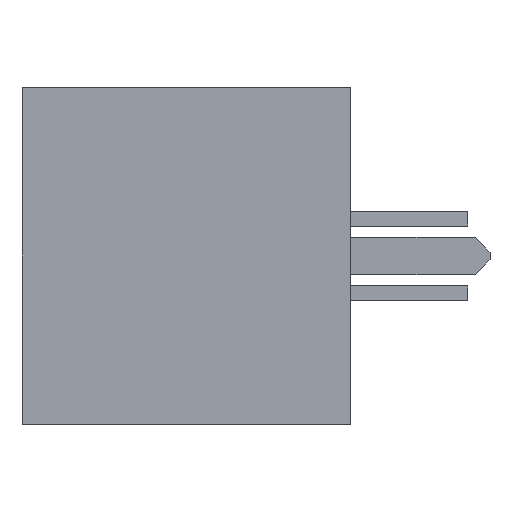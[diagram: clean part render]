
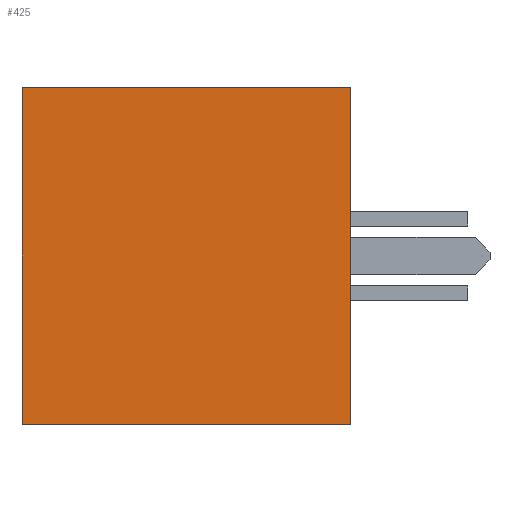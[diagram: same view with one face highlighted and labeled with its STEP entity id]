
A CAD part, left-side view. The second image highlights one B-rep face of the part: STEP entity #425.
In plain terms, the highlighted planar face has unit normal (-1, 0, 0).
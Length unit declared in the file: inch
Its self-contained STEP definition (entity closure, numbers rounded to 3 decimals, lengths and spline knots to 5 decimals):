
#425 = ADVANCED_FACE( '', ( #869 ), #870, .F. );
#869 = FACE_OUTER_BOUND( '', #1355, .T. );
#870 = PLANE( '', #1356 );
#1355 = EDGE_LOOP( '', ( #2318, #2319, #2320, #2321 ) );
#1356 = AXIS2_PLACEMENT_3D( '', #2322, #2323, #2324 );
#2318 = ORIENTED_EDGE( '', *, *, #2935, .T. );
#2319 = ORIENTED_EDGE( '', *, *, #3016, .F. );
#2320 = ORIENTED_EDGE( '', *, *, #3201, .F. );
#2321 = ORIENTED_EDGE( '', *, *, #2896, .T. );
#2322 = CARTESIAN_POINT( '', ( -0.2565, 0.22, -0.1125 ) );
#2323 = DIRECTION( '', ( 1., 0., 0. ) );
#2324 = DIRECTION( '', ( 0., 0., -1. ) );
#2896 = EDGE_CURVE( '', #3449, #3447, #3450, .T. );
#2935 = EDGE_CURVE( '', #3447, #3513, #3515, .T. );
#3016 = EDGE_CURVE( '', #3648, #3513, #3650, .T. );
#3201 = EDGE_CURVE( '', #3449, #3648, #3911, .T. );
#3447 = VERTEX_POINT( '', #4229 );
#3449 = VERTEX_POINT( '', #4232 );
#3450 = LINE( '', #4233, #4234 );
#3513 = VERTEX_POINT( '', #4327 );
#3515 = LINE( '', #4330, #4331 );
#3648 = VERTEX_POINT( '', #4517 );
#3650 = LINE( '', #4520, #4521 );
#3911 = LINE( '', #4905, #4906 );
#4229 = CARTESIAN_POINT( '', ( -0.2565, 0., -0.1125 ) );
#4232 = CARTESIAN_POINT( '', ( -0.2565, 0.22, -0.1125 ) );
#4233 = CARTESIAN_POINT( '', ( -0.2565, 0.22, -0.1125 ) );
#4234 = VECTOR( '', #5175, 39.37008 );
#4327 = CARTESIAN_POINT( '', ( -0.2565, 0., 0.1125 ) );
#4330 = CARTESIAN_POINT( '', ( -0.2565, 0., -0.1125 ) );
#4331 = VECTOR( '', #5207, 39.37008 );
#4517 = CARTESIAN_POINT( '', ( -0.2565, 0.22, 0.1125 ) );
#4520 = CARTESIAN_POINT( '', ( -0.2565, 0.22, 0.1125 ) );
#4521 = VECTOR( '', #5289, 39.37008 );
#4905 = CARTESIAN_POINT( '', ( -0.2565, 0.22, -0.1125 ) );
#4906 = VECTOR( '', #5431, 39.37008 );
#5175 = DIRECTION( '', ( 0., -1., 0. ) );
#5207 = DIRECTION( '', ( 0., 0., 1. ) );
#5289 = DIRECTION( '', ( 0., -1., 0. ) );
#5431 = DIRECTION( '', ( 0., 0., 1. ) );
